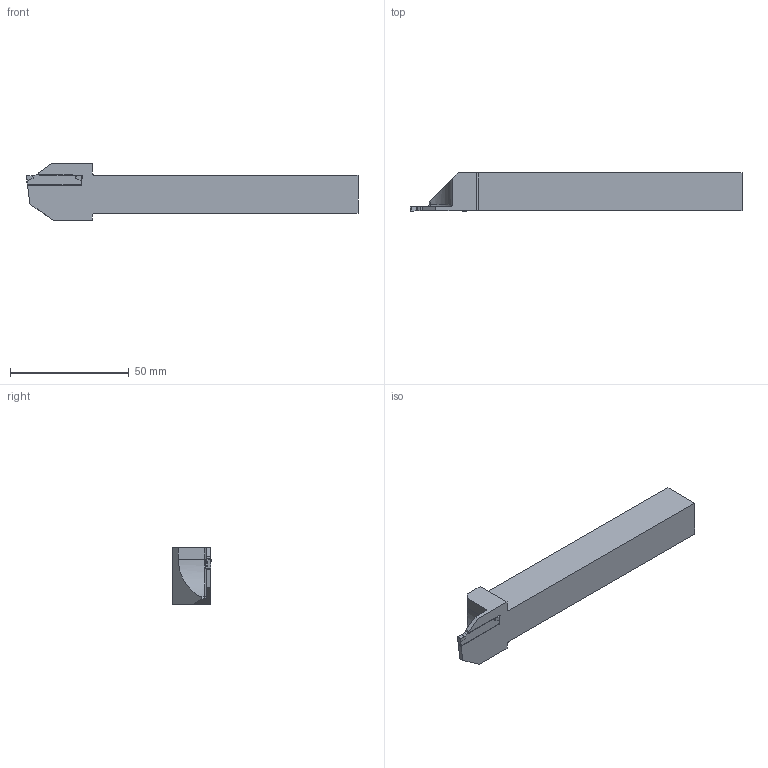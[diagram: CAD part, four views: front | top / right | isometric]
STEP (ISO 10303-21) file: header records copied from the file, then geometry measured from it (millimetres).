
FILE_DESCRIPTION(/* description */ (''),/* implementation_level */ '2;1');
FILE_NAME(/* name */ 'ADKT-IDC-R-1616-2-D35.stp',/* time_stamp */ '2023-10-18T16:31:32+03:00',/* author */ (''),/* organization */ (''),/* preprocessor_version */ 'ST-DEVELOPER v19.4',/* originating_system */ 'SIEMENS PLM Software NX2306.3001',/* authorisation */ '');
FILE_SCHEMA (('AUTOMOTIVE_DESIGN { 1 0 10303 214 3 1 1 1 }'));
Length unit declared in the file: millimetre
Products named in the file (1): ADKT-IDC-L-1616-2-D35
Bounding box: 140 x 16.14 x 24 mm (x, y, z)
Volume: 33649.8 mm3; surface area: 9674.1 mm2
Topology: 2 solids, 2 shells, 66 faces, 182 edges, 120 vertices
Faces by surface type: plane 44, cylinder 20, torus 2
Entity records: 2618 total; most frequent: CARTESIAN_POINT 396, ORIENTED_EDGE 364, DIRECTION 363, EDGE_CURVE 182, LINE 131, VECTOR 131, VERTEX_POINT 120, AXIS2_PLACEMENT_3D 116
